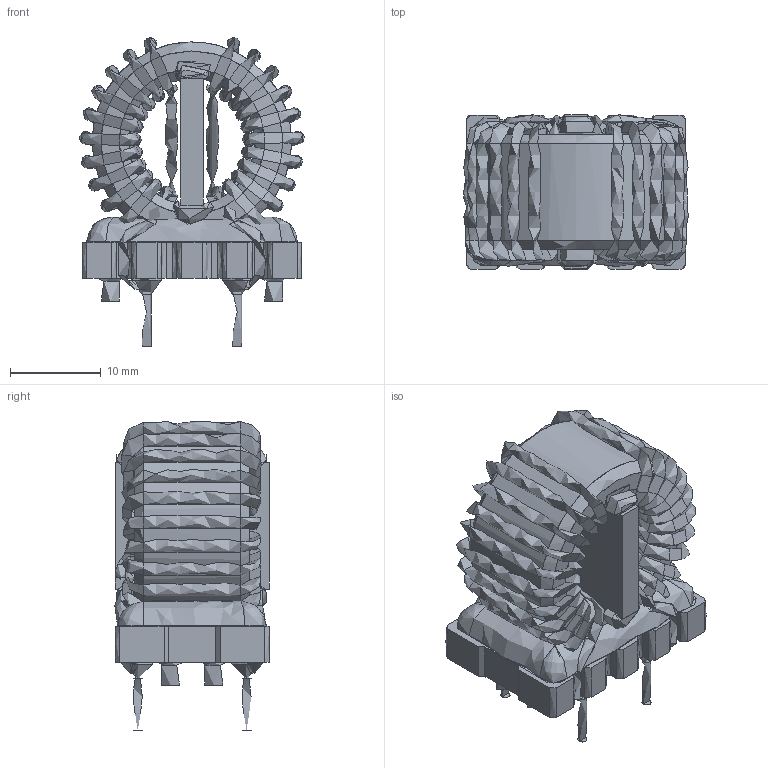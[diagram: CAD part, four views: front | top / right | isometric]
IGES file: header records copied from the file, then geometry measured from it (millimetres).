
Start section: C
Global section: file name: 744824101_L.igs; native system: By Siemens PLM Incorporated; preprocessor: XPlus GENERIC/IGES 23.0.61; author: Author; organization: Title; date: 20230608.175001; units: millimetre
Bounding box: 24.77 x 17.03 x 34.08 mm (x, y, z)
Surface area: 8793.5 mm2 (no closed solid volume)
Topology: 0 solids, 0 shells, 498 faces, 3178 edges, 3166 vertices
Faces by surface type: bspline 498
